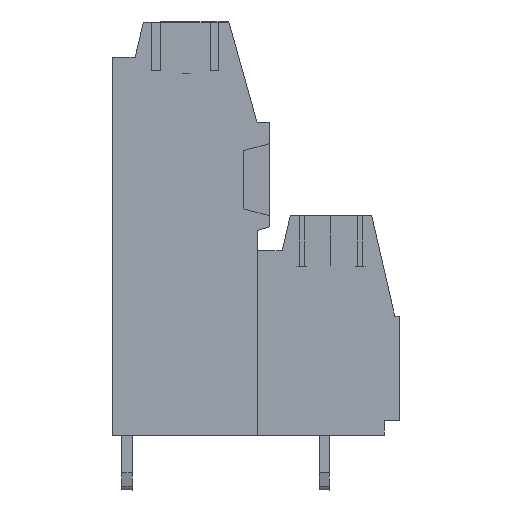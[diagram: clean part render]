
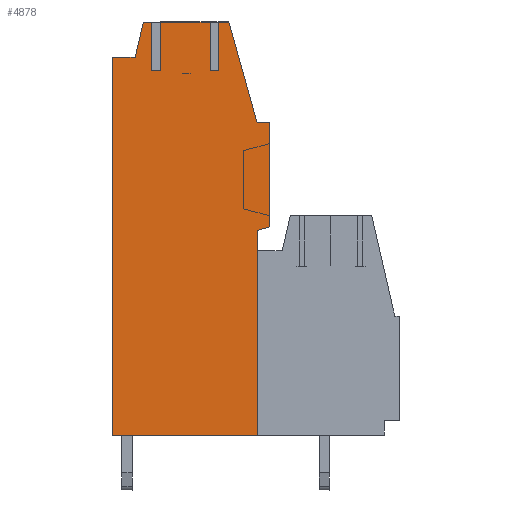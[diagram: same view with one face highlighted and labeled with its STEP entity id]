
A CAD part, left-side view. The second image highlights one B-rep face of the part: STEP entity #4878.
In plain terms, the highlighted planar face has unit normal (-1, 0, 0).
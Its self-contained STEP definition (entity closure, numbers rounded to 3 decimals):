
#4818=AXIS2_PLACEMENT_3D('Plane Axis2P3D',#4815,#4816,#4817) ;
#1529=CARTESIAN_POINT('Vertex',(0.,8.3,3.2)) ;
#1532=CARTESIAN_POINT('Line Origine',(0.,12.525,3.2)) ;
#1536=CARTESIAN_POINT('Vertex',(0.,16.75,3.2)) ;
#2660=CARTESIAN_POINT('Line Origine',(0.,16.75,14.225)) ;
#2664=CARTESIAN_POINT('Vertex',(0.,16.75,25.25)) ;
#2784=CARTESIAN_POINT('Vertex',(0.,8.3,15.15)) ;
#2787=CARTESIAN_POINT('Line Origine',(0.,8.3,9.175)) ;
#2948=CARTESIAN_POINT('Vertex',(0.,14.95,27.3)) ;
#2951=CARTESIAN_POINT('Line Origine',(0.,14.7,27.3)) ;
#2955=CARTESIAN_POINT('Vertex',(0.,14.45,27.3)) ;
#3004=CARTESIAN_POINT('Vertex',(0.,13.95,27.3)) ;
#3007=CARTESIAN_POINT('Line Origine',(0.,12.5,27.3)) ;
#3011=CARTESIAN_POINT('Vertex',(0.,11.05,27.3)) ;
#3060=CARTESIAN_POINT('Vertex',(0.,10.55,27.3)) ;
#3063=CARTESIAN_POINT('Line Origine',(0.,10.25,27.3)) ;
#3067=CARTESIAN_POINT('Vertex',(0.,9.95,27.3)) ;
#3541=CARTESIAN_POINT('Line Origine',(0.,9.131,24.375)) ;
#3545=CARTESIAN_POINT('Vertex',(0.,8.311,21.45)) ;
#3565=CARTESIAN_POINT('Line Origine',(0.,7.956,21.45)) ;
#3569=CARTESIAN_POINT('Vertex',(0.,7.6,21.45)) ;
#3589=CARTESIAN_POINT('Line Origine',(0.,7.6,18.4)) ;
#3593=CARTESIAN_POINT('Vertex',(0.,7.6,15.35)) ;
#4259=CARTESIAN_POINT('Line Origine',(0.,7.95,15.25)) ;
#4276=CARTESIAN_POINT('Line Origine',(0.,16.088,25.25)) ;
#4280=CARTESIAN_POINT('Vertex',(0.,15.425,25.25)) ;
#4300=CARTESIAN_POINT('Line Origine',(0.,15.188,26.275)) ;
#4815=CARTESIAN_POINT('Axis2P3D Location',(0.,7.6,0.)) ;
#4820=CARTESIAN_POINT('Line Origine',(0.,13.95,25.875)) ;
#4824=CARTESIAN_POINT('Vertex',(0.,13.95,24.45)) ;
#4827=CARTESIAN_POINT('Line Origine',(0.,14.2,24.45)) ;
#4831=CARTESIAN_POINT('Vertex',(0.,14.45,24.45)) ;
#4834=CARTESIAN_POINT('Line Origine',(0.,14.45,25.875)) ;
#4839=CARTESIAN_POINT('Line Origine',(0.,10.55,25.875)) ;
#4843=CARTESIAN_POINT('Vertex',(0.,10.55,24.45)) ;
#4846=CARTESIAN_POINT('Line Origine',(0.,10.8,24.45)) ;
#4850=CARTESIAN_POINT('Vertex',(0.,11.05,24.45)) ;
#4853=CARTESIAN_POINT('Line Origine',(0.,11.05,25.875)) ;
#1533=DIRECTION('Vector Direction',(0.,1.,0.)) ;
#2661=DIRECTION('Vector Direction',(0.,0.,1.)) ;
#2788=DIRECTION('Vector Direction',(0.,0.,-1.)) ;
#2952=DIRECTION('Vector Direction',(0.,-1.,0.)) ;
#3008=DIRECTION('Vector Direction',(0.,-1.,0.)) ;
#3064=DIRECTION('Vector Direction',(0.,-1.,0.)) ;
#3542=DIRECTION('Vector Direction',(0.,-0.27,-0.963)) ;
#3566=DIRECTION('Vector Direction',(0.,-1.,0.)) ;
#3590=DIRECTION('Vector Direction',(0.,0.,-1.)) ;
#4260=DIRECTION('Vector Direction',(0.,0.962,-0.275)) ;
#4277=DIRECTION('Vector Direction',(0.,-1.,0.)) ;
#4301=DIRECTION('Vector Direction',(0.,-0.226,0.974)) ;
#4816=DIRECTION('Axis2P3D Direction',(-1.,0.,0.)) ;
#4817=DIRECTION('Axis2P3D XDirection',(0.,0.,1.)) ;
#4821=DIRECTION('Vector Direction',(0.,0.,1.)) ;
#4828=DIRECTION('Vector Direction',(0.,-1.,0.)) ;
#4835=DIRECTION('Vector Direction',(0.,0.,1.)) ;
#4840=DIRECTION('Vector Direction',(0.,0.,1.)) ;
#4847=DIRECTION('Vector Direction',(0.,-1.,0.)) ;
#4854=DIRECTION('Vector Direction',(0.,0.,1.)) ;
#1534=VECTOR('Line Direction',#1533,1.) ;
#2662=VECTOR('Line Direction',#2661,1.) ;
#2789=VECTOR('Line Direction',#2788,1.) ;
#2953=VECTOR('Line Direction',#2952,1.) ;
#3009=VECTOR('Line Direction',#3008,1.) ;
#3065=VECTOR('Line Direction',#3064,1.) ;
#3543=VECTOR('Line Direction',#3542,1.) ;
#3567=VECTOR('Line Direction',#3566,1.) ;
#3591=VECTOR('Line Direction',#3590,1.) ;
#4261=VECTOR('Line Direction',#4260,1.) ;
#4278=VECTOR('Line Direction',#4277,1.) ;
#4302=VECTOR('Line Direction',#4301,1.) ;
#4822=VECTOR('Line Direction',#4821,1.) ;
#4829=VECTOR('Line Direction',#4828,1.) ;
#4836=VECTOR('Line Direction',#4835,1.) ;
#4841=VECTOR('Line Direction',#4840,1.) ;
#4848=VECTOR('Line Direction',#4847,1.) ;
#4855=VECTOR('Line Direction',#4854,1.) ;
#4859=ORIENTED_EDGE('',*,*,#3013,.T.) ;
#4860=ORIENTED_EDGE('',*,*,#4826,.F.) ;
#4861=ORIENTED_EDGE('',*,*,#4833,.F.) ;
#4862=ORIENTED_EDGE('',*,*,#4838,.T.) ;
#4863=ORIENTED_EDGE('',*,*,#2957,.T.) ;
#4864=ORIENTED_EDGE('',*,*,#4304,.T.) ;
#4865=ORIENTED_EDGE('',*,*,#4282,.T.) ;
#4866=ORIENTED_EDGE('',*,*,#2666,.T.) ;
#4867=ORIENTED_EDGE('',*,*,#1538,.T.) ;
#4868=ORIENTED_EDGE('',*,*,#2791,.T.) ;
#4869=ORIENTED_EDGE('',*,*,#4263,.T.) ;
#4870=ORIENTED_EDGE('',*,*,#3595,.T.) ;
#4871=ORIENTED_EDGE('',*,*,#3571,.T.) ;
#4872=ORIENTED_EDGE('',*,*,#3547,.T.) ;
#4873=ORIENTED_EDGE('',*,*,#3069,.T.) ;
#4874=ORIENTED_EDGE('',*,*,#4845,.F.) ;
#4875=ORIENTED_EDGE('',*,*,#4852,.F.) ;
#4876=ORIENTED_EDGE('',*,*,#4857,.T.) ;
#4878=ADVANCED_FACE('Hauptk\X2\00F6\X0\rper',(#4877),#4819,.T.) ;
#1538=EDGE_CURVE('',#1537,#1530,#1535,.F.) ;
#2666=EDGE_CURVE('',#2665,#1537,#2663,.F.) ;
#2791=EDGE_CURVE('',#1530,#2785,#2790,.F.) ;
#2957=EDGE_CURVE('',#2956,#2949,#2954,.F.) ;
#3013=EDGE_CURVE('',#3012,#3005,#3010,.F.) ;
#3069=EDGE_CURVE('',#3068,#3061,#3066,.F.) ;
#3547=EDGE_CURVE('',#3546,#3068,#3544,.F.) ;
#3571=EDGE_CURVE('',#3570,#3546,#3568,.F.) ;
#3595=EDGE_CURVE('',#3594,#3570,#3592,.F.) ;
#4263=EDGE_CURVE('',#2785,#3594,#4262,.F.) ;
#4282=EDGE_CURVE('',#4281,#2665,#4279,.F.) ;
#4304=EDGE_CURVE('',#2949,#4281,#4303,.F.) ;
#4826=EDGE_CURVE('',#4825,#3005,#4823,.T.) ;
#4833=EDGE_CURVE('',#4832,#4825,#4830,.T.) ;
#4838=EDGE_CURVE('',#4832,#2956,#4837,.T.) ;
#4845=EDGE_CURVE('',#4844,#3061,#4842,.T.) ;
#4852=EDGE_CURVE('',#4851,#4844,#4849,.T.) ;
#4857=EDGE_CURVE('',#4851,#3012,#4856,.T.) ;
#4858=EDGE_LOOP('',(#4859,#4860,#4861,#4862,#4863,#4864,#4865,#4866,#4867,#4868,#4869,#4870,#4871,#4872,#4873,#4874,#4875,#4876)) ;
#4877=FACE_OUTER_BOUND('',#4858,.T.) ;
#1535=LINE('Line',#1532,#1534) ;
#2663=LINE('Line',#2660,#2662) ;
#2790=LINE('Line',#2787,#2789) ;
#2954=LINE('Line',#2951,#2953) ;
#3010=LINE('Line',#3007,#3009) ;
#3066=LINE('Line',#3063,#3065) ;
#3544=LINE('Line',#3541,#3543) ;
#3568=LINE('Line',#3565,#3567) ;
#3592=LINE('Line',#3589,#3591) ;
#4262=LINE('Line',#4259,#4261) ;
#4279=LINE('Line',#4276,#4278) ;
#4303=LINE('Line',#4300,#4302) ;
#4823=LINE('Line',#4820,#4822) ;
#4830=LINE('Line',#4827,#4829) ;
#4837=LINE('Line',#4834,#4836) ;
#4842=LINE('Line',#4839,#4841) ;
#4849=LINE('Line',#4846,#4848) ;
#4856=LINE('Line',#4853,#4855) ;
#4819=PLANE('',#4818) ;
#1530=VERTEX_POINT('',#1529) ;
#1537=VERTEX_POINT('',#1536) ;
#2665=VERTEX_POINT('',#2664) ;
#2785=VERTEX_POINT('',#2784) ;
#2949=VERTEX_POINT('',#2948) ;
#2956=VERTEX_POINT('',#2955) ;
#3005=VERTEX_POINT('',#3004) ;
#3012=VERTEX_POINT('',#3011) ;
#3061=VERTEX_POINT('',#3060) ;
#3068=VERTEX_POINT('',#3067) ;
#3546=VERTEX_POINT('',#3545) ;
#3570=VERTEX_POINT('',#3569) ;
#3594=VERTEX_POINT('',#3593) ;
#4281=VERTEX_POINT('',#4280) ;
#4825=VERTEX_POINT('',#4824) ;
#4832=VERTEX_POINT('',#4831) ;
#4844=VERTEX_POINT('',#4843) ;
#4851=VERTEX_POINT('',#4850) ;
